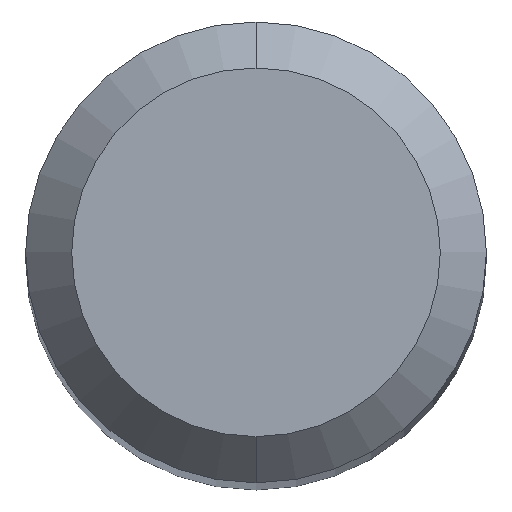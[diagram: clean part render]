
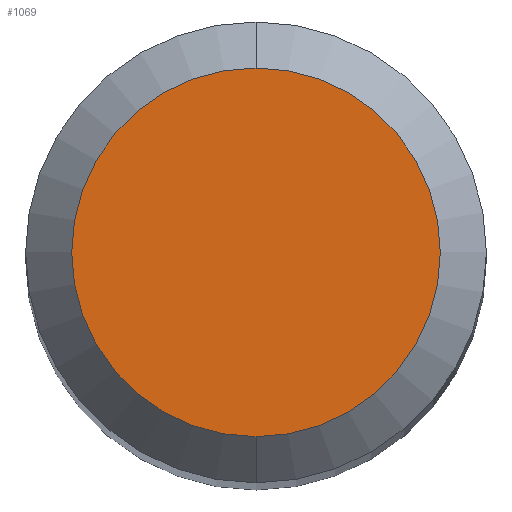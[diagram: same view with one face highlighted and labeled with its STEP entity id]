
A CAD part, top view. The second image highlights one B-rep face of the part: STEP entity #1069.
In plain terms, the highlighted planar face has unit normal (0, 0, 1).
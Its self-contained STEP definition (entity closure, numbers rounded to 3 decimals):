
#515=VERTEX_POINT('',#1265);
#539=EDGE_CURVE('',#1067,#515,#1290,.T.);
#597=EDGE_CURVE('',#515,#1067,#1356,.T.);
#1067=VERTEX_POINT('',#1867);
#1069=ADVANCED_FACE('',(#1869),#1870,.T.);
#1265=CARTESIAN_POINT('',(0.,-1.2,0.0));
#1290=CIRCLE('',#2863,1.2);
#1356=CIRCLE('',#3189,1.2);
#1867=CARTESIAN_POINT('',(0.0,1.2,0.0));
#1869=FACE_OUTER_BOUND('',#5619,.T.);
#1870=PLANE('',#5620);
#2863=AXIS2_PLACEMENT_3D('',#5927,#5928,#5929);
#3189=AXIS2_PLACEMENT_3D('',#6044,#6045,#6046);
#5619=EDGE_LOOP('',(#6557,#6558));
#5620=AXIS2_PLACEMENT_3D('',#6559,#6560,#6561);
#5927=CARTESIAN_POINT('',(0.0,0.0,0.0));
#5928=DIRECTION('',(0.0,0.0,-1.0));
#5929=DIRECTION('',(0.0,1.0,0.0));
#6044=CARTESIAN_POINT('',(0.0,0.0,0.0));
#6045=DIRECTION('',(0.0,0.0,-1.0));
#6046=DIRECTION('',(0.0,1.0,0.0));
#6557=ORIENTED_EDGE('',*,*,#539,.F.);
#6558=ORIENTED_EDGE('',*,*,#597,.F.);
#6559=CARTESIAN_POINT('',(0.0,0.6,0.0));
#6560=DIRECTION('',(-0.0,0.0,1.0));
#6561=DIRECTION('',(0.0,-1.0,0.0));
